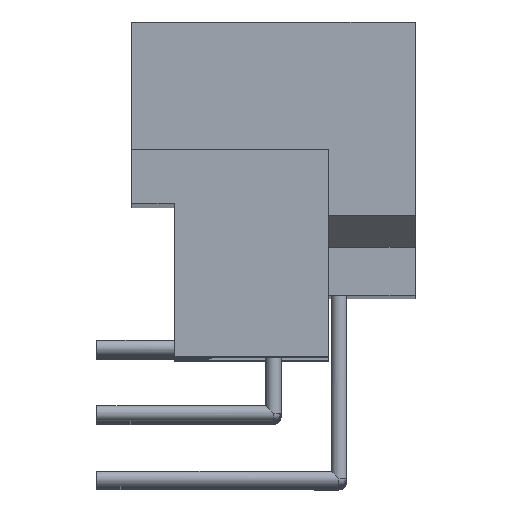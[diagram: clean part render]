
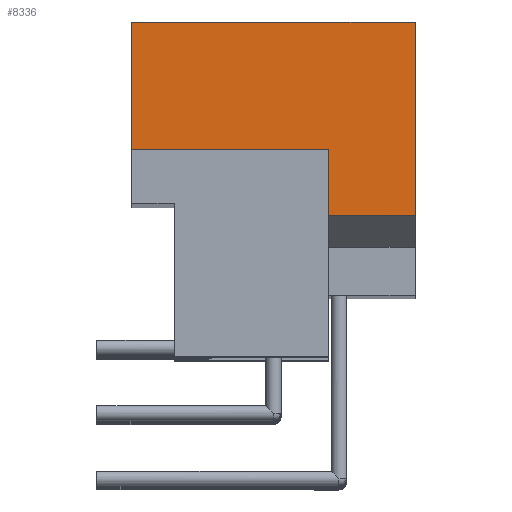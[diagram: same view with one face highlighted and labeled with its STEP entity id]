
A CAD part, top view. The second image highlights one B-rep face of the part: STEP entity #8336.
In plain terms, the highlighted planar face has unit normal (0, 0, 1).
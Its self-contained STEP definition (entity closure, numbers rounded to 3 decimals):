
#833=LINE('',#14975,#1239);
#844=LINE('',#14995,#1250);
#846=LINE('',#14999,#1252);
#847=LINE('',#15002,#1253);
#848=LINE('',#15004,#1254);
#849=LINE('',#15005,#1255);
#1239=VECTOR('',#12611,1.);
#1250=VECTOR('',#12632,1.);
#1252=VECTOR('',#12636,1.);
#1253=VECTOR('',#12639,1.);
#1254=VECTOR('',#12640,1.);
#1255=VECTOR('',#12641,1.);
#2172=FACE_OUTER_BOUND('',#2897,.T.);
#2897=EDGE_LOOP('',(#7338,#7339,#7340,#7341,#7342,#7343));
#4220=VERTEX_POINT('',#14972);
#4221=VERTEX_POINT('',#14974);
#4225=VERTEX_POINT('',#14993);
#4226=VERTEX_POINT('',#14997);
#4227=VERTEX_POINT('',#15001);
#4228=VERTEX_POINT('',#15003);
#5288=EDGE_CURVE('',#4220,#4221,#833,.T.);
#5299=EDGE_CURVE('',#4225,#4220,#844,.T.);
#5301=EDGE_CURVE('',#4225,#4226,#846,.T.);
#5302=EDGE_CURVE('',#4226,#4227,#847,.T.);
#5303=EDGE_CURVE('',#4227,#4228,#848,.T.);
#5304=EDGE_CURVE('',#4221,#4228,#849,.T.);
#7338=ORIENTED_EDGE('',*,*,#5301,.T.);
#7339=ORIENTED_EDGE('',*,*,#5302,.T.);
#7340=ORIENTED_EDGE('',*,*,#5303,.T.);
#7341=ORIENTED_EDGE('',*,*,#5304,.F.);
#7342=ORIENTED_EDGE('',*,*,#5288,.F.);
#7343=ORIENTED_EDGE('',*,*,#5299,.F.);
#7713=PLANE('',#9649);
#8336=ADVANCED_FACE('',(#2172),#7713,.T.);
#9649=AXIS2_PLACEMENT_3D('',#15000,#12637,#12638);
#12611=DIRECTION('',(1.,0.,0.));
#12632=DIRECTION('',(0.,1.,0.));
#12636=DIRECTION('',(1.,0.,0.));
#12637=DIRECTION('center_axis',(0.,0.,1.));
#12638=DIRECTION('ref_axis',(1.,0.,0.));
#12639=DIRECTION('',(0.,-1.,0.));
#12640=DIRECTION('',(1.,0.,0.));
#12641=DIRECTION('',(0.,-1.,0.));
#14972=CARTESIAN_POINT('',(-1.65,10.6,87.5));
#14974=CARTESIAN_POINT('',(9.35,10.6,87.5));
#14975=CARTESIAN_POINT('',(-1.65,10.6,87.5));
#14993=CARTESIAN_POINT('',(-1.65,5.65,87.5));
#14995=CARTESIAN_POINT('',(-1.65,5.65,87.5));
#14997=CARTESIAN_POINT('',(6.,5.65,87.5));
#14999=CARTESIAN_POINT('',(-1.65,5.65,87.5));
#15000=CARTESIAN_POINT('Origin',(-2.2,2.735,87.5));
#15001=CARTESIAN_POINT('',(6.,3.098,87.5));
#15002=CARTESIAN_POINT('',(6.,5.65,87.5));
#15003=CARTESIAN_POINT('',(9.35,3.098,87.5));
#15004=CARTESIAN_POINT('',(6.,3.098,87.5));
#15005=CARTESIAN_POINT('',(9.35,10.6,87.5));
